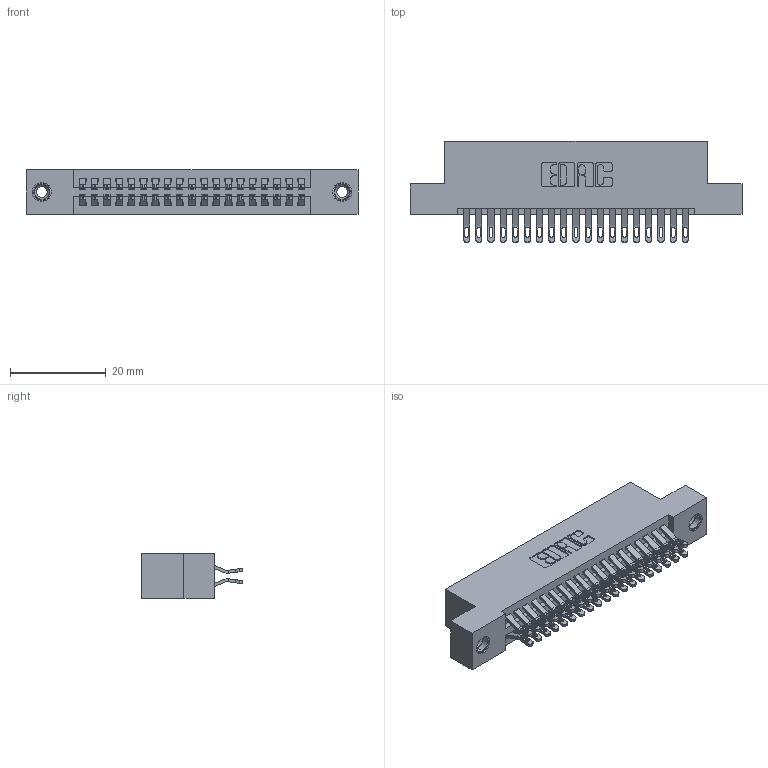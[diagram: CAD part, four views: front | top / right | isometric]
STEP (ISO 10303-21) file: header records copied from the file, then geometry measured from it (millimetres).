
FILE_DESCRIPTION (( 'STEP AP203' ), '1' );
FILE_NAME ('345-038-555-208.STEP', '2019-10-28T15:39:16', ( '' ), ( '' ), 'SwSTEP 2.0', 'SolidWorks 2016', '' );
FILE_SCHEMA (( 'CONFIG_CONTROL_DESIGN' ));
Length unit declared in the file: inch
Products named in the file (4): 345-292-001_555 Tail; 345 Part_Flush Mounting Lugs - 0.156 Dia-TI; 345-038-555-208; 345-250-001_345-250-003-102
Assembly tree (41 placements, depth 2):
  345-038-555-208
    345 Part_Flush Mounting Lugs - 0.156 Dia-TI
    345-292-001_555 Tail  x38
    345-250-001_345-250-003-102  x2
Bounding box: 69.47 x 21.13 x 9.4 mm (x, y, z)
Volume: 6638.5 mm3; surface area: 9764.1 mm2
Topology: 41 solids, 41 shells, 2314 faces, 7203 edges, 4794 vertices
Faces by surface type: plane 1290, cylinder 1008, cone 12, torus 4
Entity records: 19516 total; most frequent: CARTESIAN_POINT 3309, ORIENTED_EDGE 3206, DIRECTION 2941, EDGE_CURVE 1603, LINE 1355, VECTOR 1355, VERTEX_POINT 1064, AXIS2_PLACEMENT_3D 793
